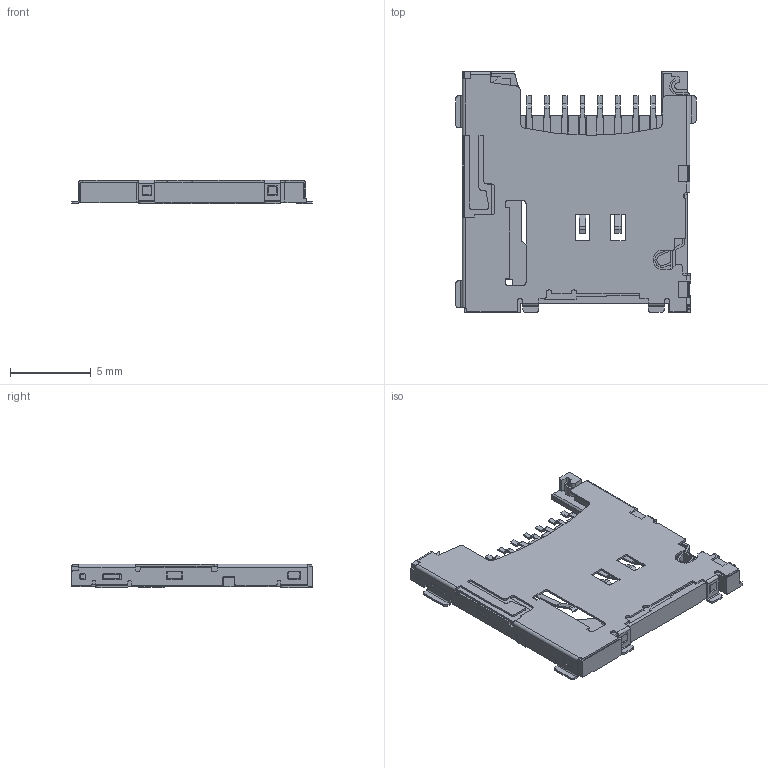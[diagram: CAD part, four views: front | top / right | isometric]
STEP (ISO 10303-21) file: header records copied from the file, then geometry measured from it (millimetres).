
FILE_DESCRIPTION((''),'2;1');
FILE_NAME('5031821852','2014-01-13T',('me'),(''),'PRO/ENGINEER BY PARAMETRIC TECHNOLOGY CORPORATION, 2011490','PRO/ENGINEER BY PARAMETRIC TECHNOLOGY CORPORATION, 2011490','');
FILE_SCHEMA(('CONFIG_CONTROL_DESIGN'));
Length unit declared in the file: millimetre
Products named in the file (1): 5031821852
Bounding box: 14.94 x 14.95 x 1.45 mm (x, y, z)
Volume: 109.3 mm3; surface area: 753.7 mm2
Topology: 8 solids, 8 shells, 851 faces, 2548 edges, 1701 vertices
Faces by surface type: plane 644, cylinder 207
Entity records: 28413 total; most frequent: CARTESIAN_POINT 5035, ORIENTED_EDGE 4970, DIRECTION 4671, EDGE_CURVE 2485, VECTOR 2129, LINE 2129, VERTEX_POINT 1635, AXIS2_PLACEMENT_3D 1271
